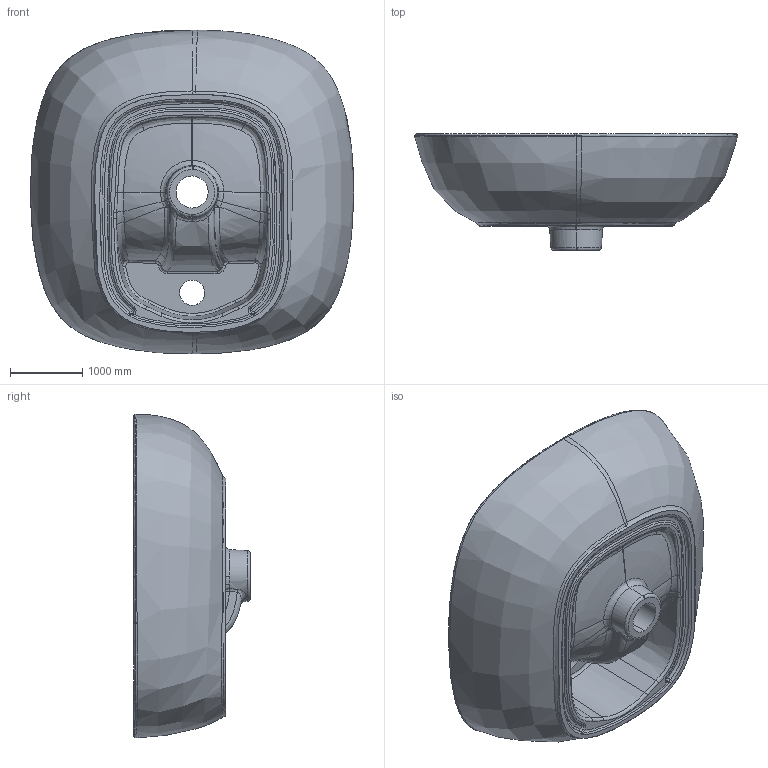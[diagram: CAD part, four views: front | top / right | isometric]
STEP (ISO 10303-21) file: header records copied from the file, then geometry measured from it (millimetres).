
FILE_DESCRIPTION(/* description */ (''),/* implementation_level */ '2;1');
FILE_NAME(/* name */ '3D073C~1',/* time_stamp */ '2021-07-14T16:45:20+02:00',/* author */ (''),/* organization */ (''),/* preprocessor_version */ 'ST-DEVELOPER v16.5',/* originating_system */ '',/* authorisation */ '');
FILE_SCHEMA (('AUTOMOTIVE_DESIGN'));
Length unit declared in the file: centimetre
Products named in the file (1): Document
Bounding box: 4488.96 x 1620.04 x 4498.76 mm (x, y, z)
Surface area: 61184815.4 mm2 (no closed solid volume)
Topology: 0 solids, 9 shells, 192 faces, 485 edges, 269 vertices
Faces by surface type: bspline 179, plane 13
Entity records: 28283 total; most frequent: CARTESIAN_POINT 25593, ORIENTED_EDGE 891, EDGE_CURVE 480, B_SPLINE_CURVE_WITH_KNOTS 359, VERTEX_POINT 269, EDGE_LOOP 198, ADVANCED_FACE 192, FACE_OUTER_BOUND 192
